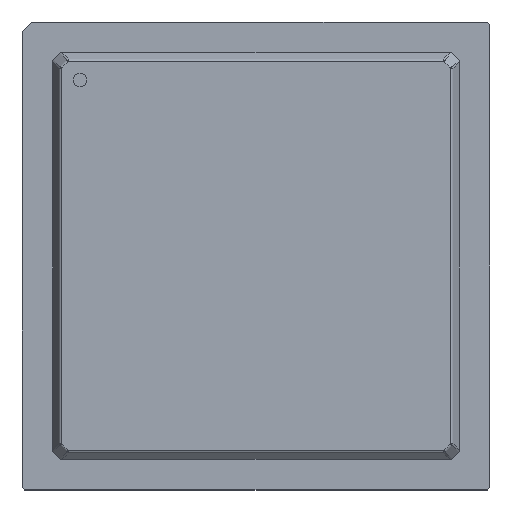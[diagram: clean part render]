
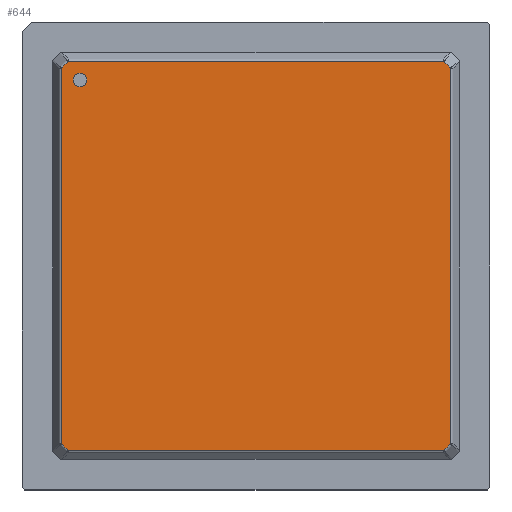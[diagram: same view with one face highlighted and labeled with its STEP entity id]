
A CAD part, top view. The second image highlights one B-rep face of the part: STEP entity #644.
In plain terms, the highlighted planar face has unit normal (0, 0, 1).
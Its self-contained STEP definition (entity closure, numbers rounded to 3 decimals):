
#226 = VERTEX_POINT('',#227);
#227 = CARTESIAN_POINT('',(-14.336,13.839,2.7));
#234 = EDGE_CURVE('',#226,#235,#237,.T.);
#235 = VERTEX_POINT('',#236);
#236 = CARTESIAN_POINT('',(-13.839,14.336,2.7));
#237 = LINE('',#238,#239);
#238 = CARTESIAN_POINT('',(-14.388,13.788,2.7));
#239 = VECTOR('',#240,1.);
#240 = DIRECTION('',(0.707,0.707,0.));
#644 = ADVANCED_FACE('',(#645,#710),#721,.T.);
#645 = FACE_BOUND('',#646,.T.);
#646 = EDGE_LOOP('',(#647,#657,#665,#666,#676,#684,#694,#702));
#647 = ORIENTED_EDGE('',*,*,#648,.F.);
#648 = EDGE_CURVE('',#649,#651,#653,.T.);
#649 = VERTEX_POINT('',#650);
#650 = CARTESIAN_POINT('',(13.839,14.336,2.7));
#651 = VERTEX_POINT('',#652);
#652 = CARTESIAN_POINT('',(14.336,13.839,2.7));
#653 = LINE('',#654,#655);
#654 = CARTESIAN_POINT('',(13.788,14.388,2.7));
#655 = VECTOR('',#656,1.);
#656 = DIRECTION('',(0.707,-0.707,0.));
#657 = ORIENTED_EDGE('',*,*,#658,.F.);
#658 = EDGE_CURVE('',#235,#649,#659,.T.);
#659 = B_SPLINE_CURVE_WITH_KNOTS('',2,(#660,#661,#662,#663,#664),
.UNSPECIFIED.,.F.,.F.,(3,1,1,3),(-1.148,-0.13,
27.861,28.88),.UNSPECIFIED.);
#660 = CARTESIAN_POINT('',(-15.014,14.336,2.7));
#661 = CARTESIAN_POINT('',(-14.505,14.336,2.7));
#662 = CARTESIAN_POINT('',(0.,14.336,2.7));
#663 = CARTESIAN_POINT('',(14.505,14.336,2.7));
#664 = CARTESIAN_POINT('',(15.014,14.336,2.7));
#665 = ORIENTED_EDGE('',*,*,#234,.F.);
#666 = ORIENTED_EDGE('',*,*,#667,.F.);
#667 = EDGE_CURVE('',#668,#226,#670,.T.);
#668 = VERTEX_POINT('',#669);
#669 = CARTESIAN_POINT('',(-14.336,-13.839,2.7));
#670 = B_SPLINE_CURVE_WITH_KNOTS('',2,(#671,#672,#673,#674,#675),
.UNSPECIFIED.,.F.,.F.,(3,1,1,3),(-1.148,-0.13,
27.861,28.88),.UNSPECIFIED.);
#671 = CARTESIAN_POINT('',(-14.336,-15.014,2.7));
#672 = CARTESIAN_POINT('',(-14.336,-14.505,2.7));
#673 = CARTESIAN_POINT('',(-14.336,0.,2.7));
#674 = CARTESIAN_POINT('',(-14.336,14.505,2.7));
#675 = CARTESIAN_POINT('',(-14.336,15.014,2.7));
#676 = ORIENTED_EDGE('',*,*,#677,.F.);
#677 = EDGE_CURVE('',#678,#668,#680,.T.);
#678 = VERTEX_POINT('',#679);
#679 = CARTESIAN_POINT('',(-13.839,-14.336,2.7));
#680 = LINE('',#681,#682);
#681 = CARTESIAN_POINT('',(-13.788,-14.388,2.7));
#682 = VECTOR('',#683,1.);
#683 = DIRECTION('',(-0.707,0.707,0.));
#684 = ORIENTED_EDGE('',*,*,#685,.F.);
#685 = EDGE_CURVE('',#686,#678,#688,.T.);
#686 = VERTEX_POINT('',#687);
#687 = CARTESIAN_POINT('',(13.839,-14.336,2.7));
#688 = B_SPLINE_CURVE_WITH_KNOTS('',2,(#689,#690,#691,#692,#693),
.UNSPECIFIED.,.F.,.F.,(3,1,1,3),(-1.148,-0.13,
27.861,28.88),.UNSPECIFIED.);
#689 = CARTESIAN_POINT('',(15.014,-14.336,2.7));
#690 = CARTESIAN_POINT('',(14.505,-14.336,2.7));
#691 = CARTESIAN_POINT('',(0.,-14.336,2.7));
#692 = CARTESIAN_POINT('',(-14.505,-14.336,2.7));
#693 = CARTESIAN_POINT('',(-15.014,-14.336,2.7));
#694 = ORIENTED_EDGE('',*,*,#695,.F.);
#695 = EDGE_CURVE('',#696,#686,#698,.T.);
#696 = VERTEX_POINT('',#697);
#697 = CARTESIAN_POINT('',(14.336,-13.839,2.7));
#698 = LINE('',#699,#700);
#699 = CARTESIAN_POINT('',(14.388,-13.788,2.7));
#700 = VECTOR('',#701,1.);
#701 = DIRECTION('',(-0.707,-0.707,0.));
#702 = ORIENTED_EDGE('',*,*,#703,.F.);
#703 = EDGE_CURVE('',#651,#696,#704,.T.);
#704 = B_SPLINE_CURVE_WITH_KNOTS('',2,(#705,#706,#707,#708,#709),
.UNSPECIFIED.,.F.,.F.,(3,1,1,3),(-1.148,-0.13,
27.861,28.88),.UNSPECIFIED.);
#705 = CARTESIAN_POINT('',(14.336,15.014,2.7));
#706 = CARTESIAN_POINT('',(14.336,14.505,2.7));
#707 = CARTESIAN_POINT('',(14.336,0.,2.7));
#708 = CARTESIAN_POINT('',(14.336,-14.505,2.7));
#709 = CARTESIAN_POINT('',(14.336,-15.014,2.7));
#710 = FACE_BOUND('',#711,.T.);
#711 = EDGE_LOOP('',(#712));
#712 = ORIENTED_EDGE('',*,*,#713,.T.);
#713 = EDGE_CURVE('',#714,#714,#716,.T.);
#714 = VERTEX_POINT('',#715);
#715 = CARTESIAN_POINT('',(-12.966,12.466,2.7));
#716 = CIRCLE('',#717,0.5);
#717 = AXIS2_PLACEMENT_3D('',#718,#719,#720);
#718 = CARTESIAN_POINT('',(-12.966,12.966,2.7));
#719 = DIRECTION('',(0.,0.,-1.));
#720 = DIRECTION('',(0.,-1.,0.));
#721 = PLANE('',#722);
#722 = AXIS2_PLACEMENT_3D('',#723,#724,#725);
#723 = CARTESIAN_POINT('',(-14.466,13.866,2.7));
#724 = DIRECTION('',(0.,0.,1.));
#725 = DIRECTION('',(0.722,-0.692,0.));
